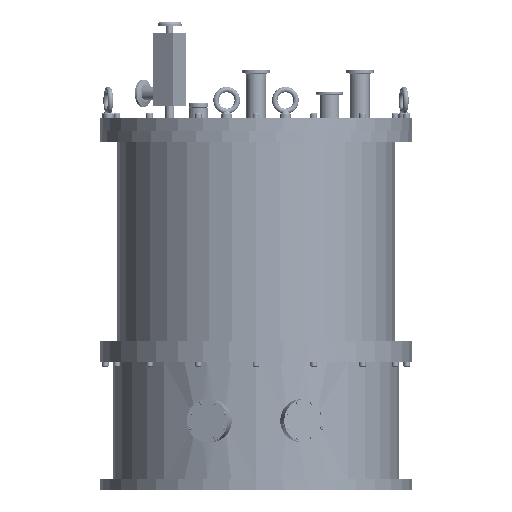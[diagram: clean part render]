
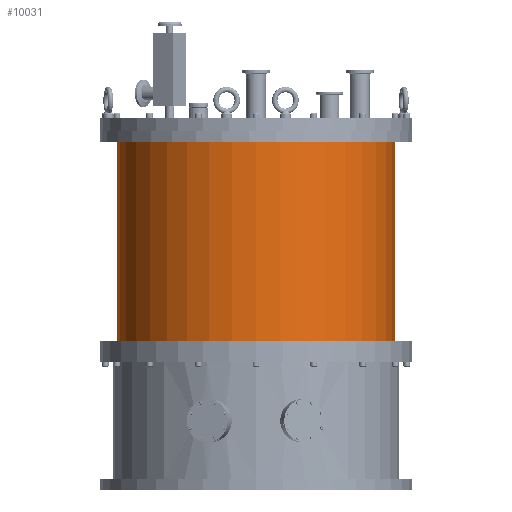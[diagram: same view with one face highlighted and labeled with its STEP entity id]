
A CAD part, left-side view. The second image highlights one B-rep face of the part: STEP entity #10031.
In plain terms, the highlighted cylindrical face has radius 203.2 mm (diameter 406.4 mm), a full revolution.
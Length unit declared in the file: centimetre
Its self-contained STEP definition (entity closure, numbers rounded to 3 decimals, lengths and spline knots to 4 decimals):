
#943=B_SPLINE_CURVE_WITH_KNOTS('',3,(#15945,#15946,#15947,#15948,#15949,
#15950,#15951,#15952,#15953,#15954,#15955,#15956,#15957,#15958,#15959,#15960,
#15961,#15962,#15963,#15964,#15965,#15966,#15967,#15968,#15969,#15970,#15971,
#15972,#15973,#15974,#15975,#15976,#15977,#15978,#15979,#15980,#15981,#15982,
#15983,#15984,#15985,#15986,#15987,#15988,#15989,#15990,#15991,#15992,#15993,
#15994,#15995,#15996,#15997,#15998,#15999,#16000,#16001,#16002,#16003,#16004,
#16005,#16006,#16007,#16008,#16009,#16010),.UNSPECIFIED.,.T.,.U.,(4,2,2,
2,2,2,2,2,2,2,2,2,2,2,2,2,2,2,2,2,2,2,2,2,2,2,2,2,2,2,2,2,4),(0.,0.7194,
1.4389,2.1583,2.8778,3.5972,4.3166,
5.036,5.7554,6.4748,7.1942,7.9136,
8.633,9.3524,10.0719,10.7913,11.5108,
12.2302,12.9496,13.6691,14.3885,15.1079,
15.8273,16.5467,17.2661,17.9855,18.7049,
19.4244,20.1438,20.8632,21.5826,22.3021,
23.0215),.UNSPECIFIED.);
#2244=VERTEX_POINT('',#16011);
#2245=VERTEX_POINT('',#16014);
#2246=VERTEX_POINT('',#16016);
#3133=CIRCLE('',#10696,20.32);
#3134=CIRCLE('',#10697,20.32);
#3947=EDGE_CURVE('',#2244,#2244,#943,.T.);
#3948=EDGE_CURVE('',#2245,#2245,#3133,.T.);
#3949=EDGE_CURVE('',#2246,#2246,#3134,.T.);
#4952=ORIENTED_EDGE('',*,*,#3947,.T.);
#4953=ORIENTED_EDGE('',*,*,#3948,.T.);
#4954=ORIENTED_EDGE('',*,*,#3949,.T.);
#6888=EDGE_LOOP('',(#4952));
#6889=EDGE_LOOP('',(#4953));
#6890=EDGE_LOOP('',(#4954));
#8486=FACE_BOUND('',#6888,.T.);
#8487=FACE_BOUND('',#6889,.T.);
#8488=FACE_BOUND('',#6890,.T.);
#10031=ADVANCED_FACE('',(#8486,#8487,#8488),#20461,.T.);
#10695=AXIS2_PLACEMENT_3D('',#16012,#12497,#12498);
#10696=AXIS2_PLACEMENT_3D('',#16013,#12499,#12500);
#10697=AXIS2_PLACEMENT_3D('',#16015,#12501,#12502);
#12497=DIRECTION('',(0.,0.,1.));
#12498=DIRECTION('',(20.32,0.,0.));
#12499=DIRECTION('',(0.,0.,-1.));
#12500=DIRECTION('',(20.32,0.,0.));
#12501=DIRECTION('',(0.,0.,1.));
#12502=DIRECTION('',(20.32,0.,0.));
#15945=CARTESIAN_POINT('',(3.81,-19.9596,7.3025));
#15946=CARTESIAN_POINT('',(3.81,-19.9596,7.0627));
#15947=CARTESIAN_POINT('',(3.787,-19.9641,6.8149));
#15948=CARTESIAN_POINT('',(3.6903,-19.9822,6.3223));
#15949=CARTESIAN_POINT('',(3.6166,-19.9958,6.0775));
#15950=CARTESIAN_POINT('',(3.422,-20.03,5.6083));
#15951=CARTESIAN_POINT('',(3.301,-20.0506,5.3835));
#15952=CARTESIAN_POINT('',(3.0214,-20.0946,4.968));
#15953=CARTESIAN_POINT('',(2.8629,-20.118,4.7772));
#15954=CARTESIAN_POINT('',(2.5253,-20.1632,4.4396));
#15955=CARTESIAN_POINT('',(2.3345,-20.1865,4.2811));
#15956=CARTESIAN_POINT('',(1.919,-20.2303,4.0015));
#15957=CARTESIAN_POINT('',(1.6942,-20.2506,3.8805));
#15958=CARTESIAN_POINT('',(1.225,-20.2844,3.6859));
#15959=CARTESIAN_POINT('',(0.9802,-20.2978,3.6122));
#15960=CARTESIAN_POINT('',(0.4876,-20.3156,3.5155));
#15961=CARTESIAN_POINT('',(0.2398,-20.32,3.4925));
#15962=CARTESIAN_POINT('',(-0.2398,-20.32,3.4925));
#15963=CARTESIAN_POINT('',(-0.4876,-20.3156,3.5155));
#15964=CARTESIAN_POINT('',(-0.9802,-20.2978,3.6122));
#15965=CARTESIAN_POINT('',(-1.225,-20.2844,3.6859));
#15966=CARTESIAN_POINT('',(-1.6942,-20.2506,3.8805));
#15967=CARTESIAN_POINT('',(-1.919,-20.2303,4.0015));
#15968=CARTESIAN_POINT('',(-2.3345,-20.1865,4.2811));
#15969=CARTESIAN_POINT('',(-2.5253,-20.1632,4.4396));
#15970=CARTESIAN_POINT('',(-2.8629,-20.118,4.7772));
#15971=CARTESIAN_POINT('',(-3.0214,-20.0946,4.968));
#15972=CARTESIAN_POINT('',(-3.301,-20.0506,5.3835));
#15973=CARTESIAN_POINT('',(-3.422,-20.03,5.6083));
#15974=CARTESIAN_POINT('',(-3.6166,-19.9958,6.0775));
#15975=CARTESIAN_POINT('',(-3.6903,-19.9822,6.3223));
#15976=CARTESIAN_POINT('',(-3.787,-19.9641,6.8149));
#15977=CARTESIAN_POINT('',(-3.81,-19.9596,7.0627));
#15978=CARTESIAN_POINT('',(-3.81,-19.9596,7.5423));
#15979=CARTESIAN_POINT('',(-3.787,-19.9641,7.7901));
#15980=CARTESIAN_POINT('',(-3.6903,-19.9822,8.2827));
#15981=CARTESIAN_POINT('',(-3.6166,-19.9958,8.5275));
#15982=CARTESIAN_POINT('',(-3.422,-20.03,8.9967));
#15983=CARTESIAN_POINT('',(-3.301,-20.0506,9.2215));
#15984=CARTESIAN_POINT('',(-3.0214,-20.0946,9.637));
#15985=CARTESIAN_POINT('',(-2.8629,-20.118,9.8278));
#15986=CARTESIAN_POINT('',(-2.5253,-20.1632,10.1654));
#15987=CARTESIAN_POINT('',(-2.3345,-20.1865,10.3239));
#15988=CARTESIAN_POINT('',(-1.919,-20.2303,10.6035));
#15989=CARTESIAN_POINT('',(-1.6942,-20.2506,10.7245));
#15990=CARTESIAN_POINT('',(-1.225,-20.2844,10.9191));
#15991=CARTESIAN_POINT('',(-0.9802,-20.2978,10.9928));
#15992=CARTESIAN_POINT('',(-0.4876,-20.3156,11.0895));
#15993=CARTESIAN_POINT('',(-0.2398,-20.32,11.1125));
#15994=CARTESIAN_POINT('',(0.2398,-20.32,11.1125));
#15995=CARTESIAN_POINT('',(0.4876,-20.3156,11.0895));
#15996=CARTESIAN_POINT('',(0.9802,-20.2978,10.9928));
#15997=CARTESIAN_POINT('',(1.225,-20.2844,10.9191));
#15998=CARTESIAN_POINT('',(1.6942,-20.2506,10.7245));
#15999=CARTESIAN_POINT('',(1.919,-20.2303,10.6035));
#16000=CARTESIAN_POINT('',(2.3345,-20.1865,10.3239));
#16001=CARTESIAN_POINT('',(2.5253,-20.1632,10.1654));
#16002=CARTESIAN_POINT('',(2.8629,-20.118,9.8278));
#16003=CARTESIAN_POINT('',(3.0214,-20.0946,9.637));
#16004=CARTESIAN_POINT('',(3.301,-20.0506,9.2215));
#16005=CARTESIAN_POINT('',(3.422,-20.03,8.9967));
#16006=CARTESIAN_POINT('',(3.6166,-19.9958,8.5275));
#16007=CARTESIAN_POINT('',(3.6903,-19.9822,8.2827));
#16008=CARTESIAN_POINT('',(3.787,-19.9641,7.7901));
#16009=CARTESIAN_POINT('',(3.81,-19.9596,7.5423));
#16010=CARTESIAN_POINT('',(3.81,-19.9596,7.3025));
#16011=CARTESIAN_POINT('',(3.81,-19.9596,7.3025));
#16012=CARTESIAN_POINT('',(0.,0.,0.));
#16013=CARTESIAN_POINT('',(0.,0.,29.21));
#16014=CARTESIAN_POINT('',(20.32,0.,29.21));
#16015=CARTESIAN_POINT('',(0.,0.,0.));
#16016=CARTESIAN_POINT('',(20.32,0.,0.));
#20461=CYLINDRICAL_SURFACE('',#10695,20.32);
